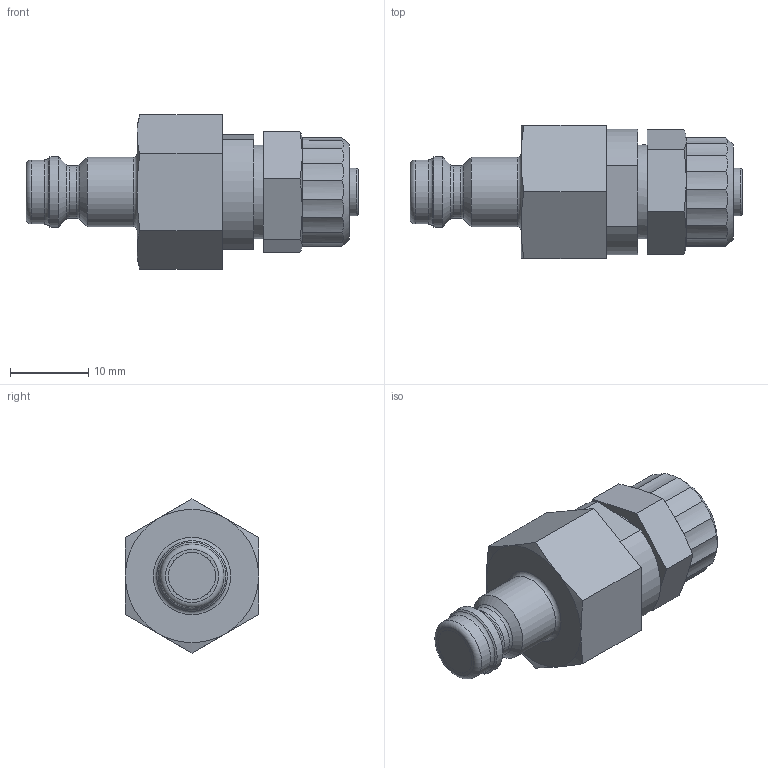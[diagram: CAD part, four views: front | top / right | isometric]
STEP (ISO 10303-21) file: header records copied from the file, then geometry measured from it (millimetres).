
FILE_DESCRIPTION((''),'2;1');
FILE_NAME('21sbko06dex.stp','2016-02-03T13:40:45',('IA176480'),(''),'Autodesk Inventor 2013','Autodesk Inventor 2013','');
FILE_SCHEMA(('AUTOMOTIVE_DESIGN { 1 0 10303 214 1 1 1 1 }'));
Length unit declared in the file: millimetre
Products named in the file (1): D114866
Bounding box: 42.3 x 17 x 19.63 mm (x, y, z)
Volume: 5667.5 mm3; surface area: 3334.6 mm2
Topology: 1 solids, 3 shells, 95 faces, 210 edges, 130 vertices
Faces by surface type: cylinder 36, plane 29, cone 21, torus 9
Full cylindrical faces by diameter (mm): 5.986 x1, 6 x1, 6.05 x1, 6.65 x1, 6.7 x1, 8.15 x1, 8.25 x1, 8.276 x1, 8.85 x1, 9 x1, 10.5 x1, 10.92 x1, 11.445 x2, 12 x1, 13.3 x1
Entity records: 2544 total; most frequent: CARTESIAN_POINT 528, DIRECTION 398, ORIENTED_EDGE 340, AXIS2_PLACEMENT_3D 174, EDGE_CURVE 170, EDGE_LOOP 142, VERTEX_POINT 124, FACE_OUTER_BOUND 95
